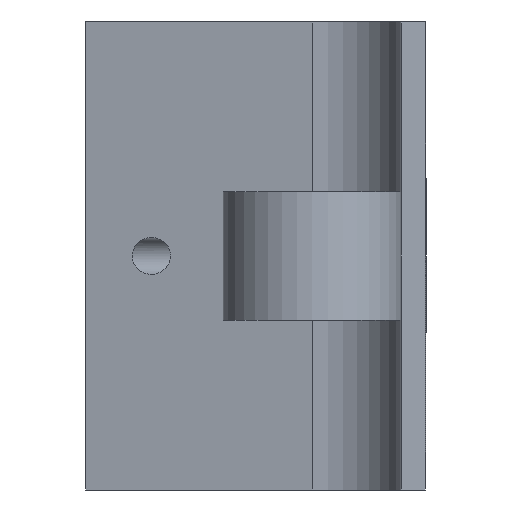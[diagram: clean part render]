
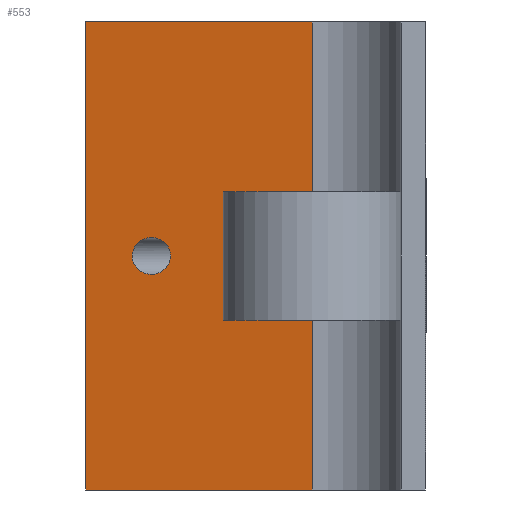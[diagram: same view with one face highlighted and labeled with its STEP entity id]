
A CAD part, front view. The second image highlights one B-rep face of the part: STEP entity #553.
In plain terms, the highlighted planar face has unit normal (-0.186, -0.983, 0).
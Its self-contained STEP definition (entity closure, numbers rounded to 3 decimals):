
#15=ELLIPSE('',#601,0.875,0.826);
#34=FACE_BOUND('',#108,.T.);
#52=PLANE('',#621);
#76=FACE_OUTER_BOUND('',#107,.T.);
#107=EDGE_LOOP('',(#480,#481,#482,#483,#484,#485));
#108=EDGE_LOOP('',(#486));
#138=LINE('',#779,#184);
#139=LINE('',#787,#185);
#144=LINE('',#804,#190);
#146=LINE('',#812,#192);
#172=LINE('',#1121,#218);
#178=LINE('',#1135,#224);
#184=VECTOR('',#636,10.);
#185=VECTOR('',#647,10.);
#190=VECTOR('',#660,10.);
#192=VECTOR('',#672,10.);
#218=VECTOR('',#736,10.);
#224=VECTOR('',#752,10.);
#231=VERTEX_POINT('',#776);
#232=VERTEX_POINT('',#778);
#234=VERTEX_POINT('',#786);
#241=VERTEX_POINT('',#801);
#242=VERTEX_POINT('',#803);
#259=VERTEX_POINT('',#1053);
#275=VERTEX_POINT('',#1120);
#283=EDGE_CURVE('',#231,#232,#138,.T.);
#287=EDGE_CURVE('',#232,#234,#139,.T.);
#295=EDGE_CURVE('',#241,#242,#144,.T.);
#300=EDGE_CURVE('',#242,#231,#146,.T.);
#321=EDGE_CURVE('',#259,#259,#15,.T.);
#347=EDGE_CURVE('',#234,#275,#172,.T.);
#354=EDGE_CURVE('',#275,#241,#178,.T.);
#480=ORIENTED_EDGE('',*,*,#287,.F.);
#481=ORIENTED_EDGE('',*,*,#283,.F.);
#482=ORIENTED_EDGE('',*,*,#300,.F.);
#483=ORIENTED_EDGE('',*,*,#295,.F.);
#484=ORIENTED_EDGE('',*,*,#354,.F.);
#485=ORIENTED_EDGE('',*,*,#347,.F.);
#486=ORIENTED_EDGE('',*,*,#321,.T.);
#553=ADVANCED_FACE('',(#76,#34),#52,.F.);
#601=AXIS2_PLACEMENT_3D('',#1055,#686,#687);
#621=AXIS2_PLACEMENT_3D('',#1134,#750,#751);
#636=DIRECTION('',(0.,0.,-1.));
#647=DIRECTION('',(-0.983,0.186,0.));
#660=DIRECTION('',(0.,0.,-1.));
#672=DIRECTION('',(0.,0.,-1.));
#686=DIRECTION('center_axis',(0.186,0.983,0.));
#687=DIRECTION('ref_axis',(-0.983,0.186,0.));
#736=DIRECTION('',(0.,0.,1.));
#750=DIRECTION('center_axis',(0.186,0.983,0.));
#751=DIRECTION('ref_axis',(0.983,-0.186,0.));
#752=DIRECTION('',(0.983,-0.186,0.));
#776=CARTESIAN_POINT('',(6.161,4.,7.625));
#778=CARTESIAN_POINT('',(6.161,4.,0.));
#779=CARTESIAN_POINT('',(6.161,4.,21.));
#786=CARTESIAN_POINT('',(-4.,5.924,0.));
#787=CARTESIAN_POINT('',(-0.761,5.311,0.));
#801=CARTESIAN_POINT('',(6.161,4.,21.));
#803=CARTESIAN_POINT('',(6.161,4.,13.375));
#804=CARTESIAN_POINT('',(6.161,4.,21.));
#812=CARTESIAN_POINT('',(6.161,4.,21.));
#1053=CARTESIAN_POINT('',(-0.193,5.203,10.5));
#1055=CARTESIAN_POINT('Origin',(-1.052,5.366,10.5));
#1120=CARTESIAN_POINT('',(-4.,5.924,21.));
#1121=CARTESIAN_POINT('',(-4.,5.924,10.5));
#1134=CARTESIAN_POINT('Origin',(-4.,5.924,21.));
#1135=CARTESIAN_POINT('',(-0.761,5.311,21.));
